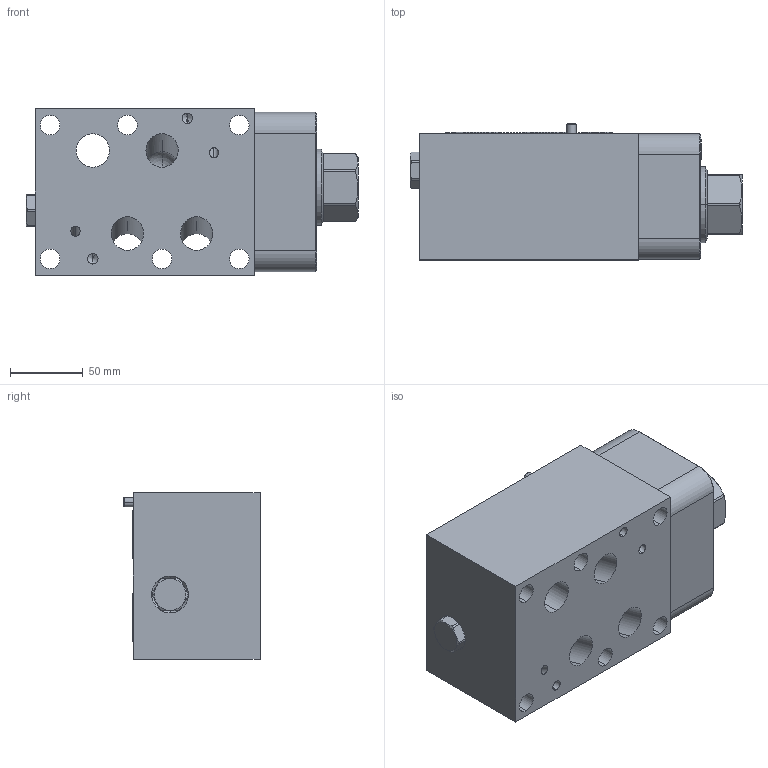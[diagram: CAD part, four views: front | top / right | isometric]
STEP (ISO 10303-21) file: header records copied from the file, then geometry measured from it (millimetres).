
FILE_DESCRIPTION((''),'2;1');
FILE_NAME('YFIAXHNCA_ASM','2023-11-16T',('ProEService'),(''),'PRO/ENGINEER BY PARAMETRIC TECHNOLOGY CORPORATION, 2014200','PRO/ENGINEER BY PARAMETRIC TECHNOLOGY CORPORATION, 2014200','');
FILE_SCHEMA(('CONFIG_CONTROL_DESIGN'));
Length unit declared in the file: inch
Products named in the file (8): 151-100; CSABXXN; 500-001-121; 500-001-114; 811-001-002; LPJCXHN; A330-006-004; YFIAXHNCA_ASM
Assembly tree (11 placements, depth 2):
  YFIAXHNCA_ASM
    151-100
    CSABXXN
    500-001-121  x4
    500-001-114  x2
    811-001-002
    LPJCXHN
    A330-006-004
Bounding box: 228.52 x 93.68 x 114.3 mm (x, y, z)
Volume: 1668507.2 mm3; surface area: 210903.1 mm2
Topology: 17 solids, 18 shells, 586 faces, 1625 edges, 1264 vertices
Faces by surface type: cylinder 222, cone 125, plane 116, torus 59, revolution 48, sphere 16
Entity records: 22543 total; most frequent: CARTESIAN_POINT 7876, DIRECTION 3196, ORIENTED_EDGE 2600, EDGE_CURVE 1300, AXIS2_PLACEMENT_3D 1229, VERTEX_POINT 794, VECTOR 706, LINE 706
